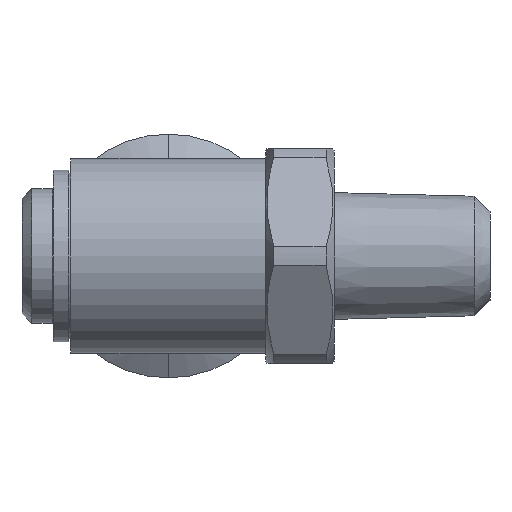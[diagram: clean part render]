
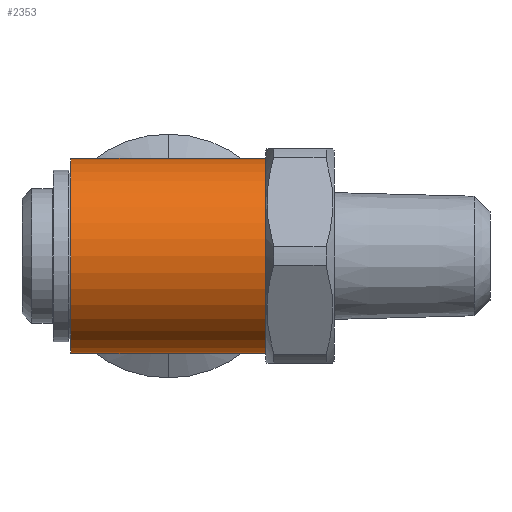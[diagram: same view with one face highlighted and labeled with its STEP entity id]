
A CAD part, left-side view. The second image highlights one B-rep face of the part: STEP entity #2353.
In plain terms, the highlighted cylindrical face has radius 5 mm (diameter 10 mm), a partial arc.
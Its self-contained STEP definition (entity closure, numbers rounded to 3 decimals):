
#726 = CARTESIAN_POINT ( 'NONE',  ( 0., 5., 0. ) ) ;
#727 = DIRECTION ( 'NONE',  ( 0., -1., 0. ) ) ;
#728 = DIRECTION ( 'NONE',  ( 0., 0., -1. ) ) ;
#1041 = VERTEX_POINT ( 'NONE', #3034 ) ;
#1070 = VERTEX_POINT ( 'NONE', #3138 ) ;
#1112 = VERTEX_POINT ( 'NONE', #3008 ) ;
#1161 = VERTEX_POINT ( 'NONE', #3097 ) ;
#1191 = EDGE_CURVE ( 'NONE', #1161, #1041, #1612, .T. ) ;
#1612 = CIRCLE ( 'NONE', #3762, 5. ) ;
#1686 = ORIENTED_EDGE ( 'NONE', *, *, #3319, .T. ) ;
#1734 = ORIENTED_EDGE ( 'NONE', *, *, #1191, .T. ) ;
#1876 = ORIENTED_EDGE ( 'NONE', *, *, #2473, .F. ) ;
#1921 = ORIENTED_EDGE ( 'NONE', *, *, #2475, .T. ) ;
#1983 = EDGE_LOOP ( 'NONE', ( #1876, #1734, #1921, #1686 ) ) ;
#2026 = CARTESIAN_POINT ( 'NONE',  ( 0., 13.586, -5. ) ) ;
#2027 = DIRECTION ( 'NONE',  ( 0., 1., 0. ) ) ;
#2031 = CARTESIAN_POINT ( 'NONE',  ( 0., 13.586, 5. ) ) ;
#2032 = DIRECTION ( 'NONE',  ( 0., 1., 0. ) ) ;
#2353 = ADVANCED_FACE ( 'NONE', ( #2954 ), #2958, .T. ) ;
#2473 = EDGE_CURVE ( 'NONE', #1161, #1070, #4015, .T. ) ;
#2475 = EDGE_CURVE ( 'NONE', #1041, #1112, #3967, .T. ) ;
#2954 = FACE_OUTER_BOUND ( 'NONE', #1983, .T. ) ;
#2958 = CYLINDRICAL_SURFACE ( 'NONE', #4276, 5. ) ;
#3008 = CARTESIAN_POINT ( 'NONE',  ( 0., 5., 5. ) ) ;
#3034 = CARTESIAN_POINT ( 'NONE',  ( 0., -5., 5. ) ) ;
#3097 = CARTESIAN_POINT ( 'NONE',  ( 0., -5., -5. ) ) ;
#3138 = CARTESIAN_POINT ( 'NONE',  ( 0., 5., -5. ) ) ;
#3228 = DIRECTION ( 'NONE',  ( 0., 0., 1. ) ) ;
#3259 = CARTESIAN_POINT ( 'NONE',  ( 0., -5., 0. ) ) ;
#3292 = DIRECTION ( 'NONE',  ( 0., 1., 0. ) ) ;
#3319 = EDGE_CURVE ( 'NONE', #1112, #1070, #3445, .T. ) ;
#3445 = CIRCLE ( 'NONE', #3904, 5. ) ;
#3762 = AXIS2_PLACEMENT_3D ( 'NONE', #3259, #3292, #3228 ) ;
#3904 = AXIS2_PLACEMENT_3D ( 'NONE', #726, #727, #728 ) ;
#3967 = LINE ( 'NONE', #2031, #3999 ) ;
#3999 = VECTOR ( 'NONE', #2032, 1000. ) ;
#4006 = VECTOR ( 'NONE', #2027, 1000. ) ;
#4015 = LINE ( 'NONE', #2026, #4006 ) ;
#4104 = CARTESIAN_POINT ( 'NONE',  ( 0., 13.586, 0. ) ) ;
#4105 = DIRECTION ( 'NONE',  ( 0., 1., 0. ) ) ;
#4106 = DIRECTION ( 'NONE',  ( 0., 0., 1. ) ) ;
#4276 = AXIS2_PLACEMENT_3D ( 'NONE', #4104, #4105, #4106 ) ;
